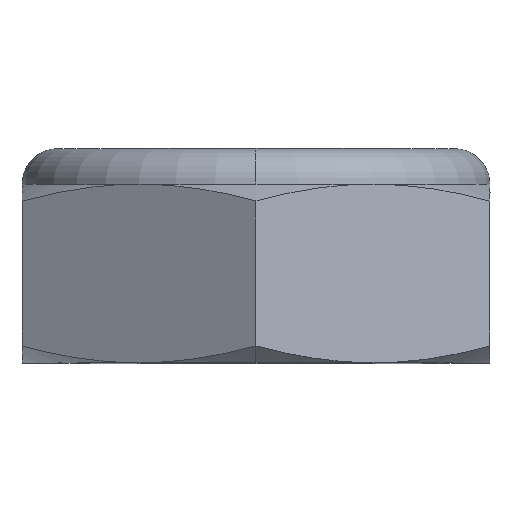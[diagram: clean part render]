
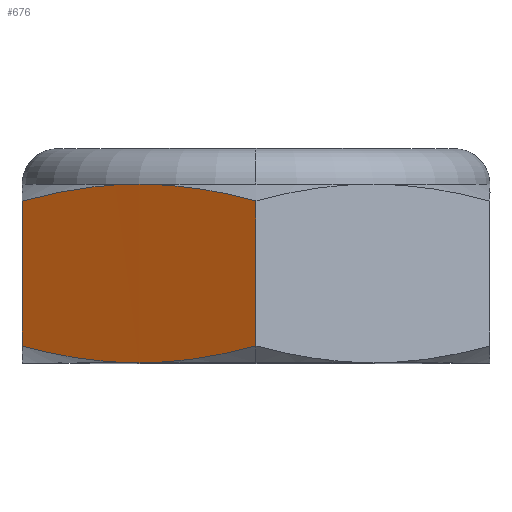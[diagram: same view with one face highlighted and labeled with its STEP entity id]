
A CAD part, top view. The second image highlights one B-rep face of the part: STEP entity #676.
In plain terms, the highlighted planar face has unit normal (-0.5, 0, 0.866).
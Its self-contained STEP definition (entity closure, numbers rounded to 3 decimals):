
#622=AXIS2_PLACEMENT_3D('Plane Axis2P3D',#619,#620,#621) ;
#192=CARTESIAN_POINT('Vertex',(-2.381,3.638,4.124)) ;
#319=CARTESIAN_POINT('Control Point',(-2.381,3.638,4.124)) ;
#320=CARTESIAN_POINT('Control Point',(-2.922,3.638,3.812)) ;
#321=CARTESIAN_POINT('Control Point',(-3.464,3.586,3.5)) ;
#322=CARTESIAN_POINT('Control Point',(-4.043,3.488,3.165)) ;
#323=CARTESIAN_POINT('Control Point',(-4.763,3.294,2.75)) ;
#324=CARTESIAN_POINT('Vertex',(-4.763,3.294,2.75)) ;
#417=CARTESIAN_POINT('Vertex',(0.,3.294,5.499)) ;
#420=CARTESIAN_POINT('Line Origine',(0.,1.819,5.499)) ;
#424=CARTESIAN_POINT('Vertex',(0.,0.344,5.499)) ;
#573=CARTESIAN_POINT('Line Origine',(-4.763,1.819,2.75)) ;
#577=CARTESIAN_POINT('Vertex',(-4.763,0.344,2.75)) ;
#619=CARTESIAN_POINT('Axis2P3D Location',(-4.763,4.366,2.75)) ;
#625=CARTESIAN_POINT('Control Point',(0.,3.294,5.499)) ;
#626=CARTESIAN_POINT('Control Point',(-0.003,3.295,5.497)) ;
#627=CARTESIAN_POINT('Control Point',(-0.006,3.296,5.496)) ;
#628=CARTESIAN_POINT('Control Point',(-0.001,3.295,5.499)) ;
#629=CARTESIAN_POINT('Control Point',(-0.34,3.386,5.303)) ;
#630=CARTESIAN_POINT('Control Point',(-0.649,3.457,5.124)) ;
#631=CARTESIAN_POINT('Control Point',(-0.938,3.513,4.958)) ;
#632=CARTESIAN_POINT('Control Point',(-1.406,3.585,4.688)) ;
#633=CARTESIAN_POINT('Control Point',(-1.848,3.623,4.432)) ;
#634=CARTESIAN_POINT('Control Point',(-2.027,3.633,4.329)) ;
#635=CARTESIAN_POINT('Control Point',(-2.204,3.638,4.227)) ;
#636=CARTESIAN_POINT('Control Point',(-2.381,3.638,4.124)) ;
#639=CARTESIAN_POINT('Control Point',(-4.763,0.344,2.75)) ;
#640=CARTESIAN_POINT('Control Point',(-4.759,0.343,2.751)) ;
#641=CARTESIAN_POINT('Control Point',(-4.756,0.342,2.753)) ;
#642=CARTESIAN_POINT('Control Point',(-4.762,0.343,2.75)) ;
#643=CARTESIAN_POINT('Control Point',(-4.423,0.252,2.946)) ;
#644=CARTESIAN_POINT('Control Point',(-4.113,0.181,3.124)) ;
#645=CARTESIAN_POINT('Control Point',(-3.824,0.125,3.291)) ;
#646=CARTESIAN_POINT('Control Point',(-3.356,0.053,3.561)) ;
#647=CARTESIAN_POINT('Control Point',(-2.915,0.015,3.817)) ;
#648=CARTESIAN_POINT('Control Point',(-2.736,0.005,3.92)) ;
#649=CARTESIAN_POINT('Control Point',(-2.559,0.,4.022)) ;
#650=CARTESIAN_POINT('Control Point',(-2.381,0.,4.124)) ;
#651=CARTESIAN_POINT('Vertex',(-2.381,0.,4.124)) ;
#655=CARTESIAN_POINT('Control Point',(-2.381,0.,4.124)) ;
#656=CARTESIAN_POINT('Control Point',(-2.375,0.,4.128)) ;
#657=CARTESIAN_POINT('Control Point',(-2.368,0.,4.132)) ;
#658=CARTESIAN_POINT('Control Point',(-2.38,0.,4.125)) ;
#659=CARTESIAN_POINT('Control Point',(-2.125,0.,4.272)) ;
#660=CARTESIAN_POINT('Control Point',(-1.871,0.011,4.419)) ;
#661=CARTESIAN_POINT('Control Point',(-1.612,0.032,4.569)) ;
#662=CARTESIAN_POINT('Control Point',(-1.16,0.087,4.83)) ;
#663=CARTESIAN_POINT('Control Point',(-0.668,0.181,5.114)) ;
#664=CARTESIAN_POINT('Control Point',(-0.458,0.226,5.235)) ;
#665=CARTESIAN_POINT('Control Point',(-0.236,0.28,5.363)) ;
#666=CARTESIAN_POINT('Control Point',(0.,0.344,5.499)) ;
#421=DIRECTION('Vector Direction',(0.,-1.,0.)) ;
#574=DIRECTION('Vector Direction',(0.,-1.,0.)) ;
#620=DIRECTION('Axis2P3D Direction',(0.5,0.,-0.866)) ;
#621=DIRECTION('Axis2P3D XDirection',(-0.866,0.,-0.5)) ;
#422=VECTOR('Line Direction',#421,1.) ;
#575=VECTOR('Line Direction',#574,1.) ;
#669=ORIENTED_EDGE('',*,*,#426,.F.) ;
#670=ORIENTED_EDGE('',*,*,#637,.T.) ;
#671=ORIENTED_EDGE('',*,*,#326,.T.) ;
#672=ORIENTED_EDGE('',*,*,#579,.T.) ;
#673=ORIENTED_EDGE('',*,*,#653,.T.) ;
#674=ORIENTED_EDGE('',*,*,#667,.T.) ;
#676=ADVANCED_FACE('Cut-Revolve4',(#675),#623,.F.) ;
#318=B_SPLINE_CURVE_WITH_KNOTS('',4,(#319,#320,#321,#322,#323),.UNSPECIFIED.,.F.,.U.,(5,5),(0.,52.45),.UNSPECIFIED.) ;
#624=B_SPLINE_CURVE_WITH_KNOTS('',5,(#625,#626,#627,#628,#629,#630,#631,#632,#633,#634,#635,#636),.UNSPECIFIED.,.F.,.U.,(6,3,3,6),(0.,0.019,30.935,52.453),.UNSPECIFIED.) ;
#638=B_SPLINE_CURVE_WITH_KNOTS('',5,(#639,#640,#641,#642,#643,#644,#645,#646,#647,#648,#649,#650),.UNSPECIFIED.,.F.,.U.,(6,3,3,6),(0.,0.019,30.935,52.453),.UNSPECIFIED.) ;
#654=B_SPLINE_CURVE_WITH_KNOTS('',5,(#655,#656,#657,#658,#659,#660,#661,#662,#663,#664,#665,#666),.UNSPECIFIED.,.F.,.U.,(6,3,3,6),(0.,0.038,30.933,52.45),.UNSPECIFIED.) ;
#326=EDGE_CURVE('',#193,#325,#318,.T.) ;
#426=EDGE_CURVE('',#418,#425,#423,.T.) ;
#579=EDGE_CURVE('',#325,#578,#576,.T.) ;
#637=EDGE_CURVE('',#418,#193,#624,.T.) ;
#653=EDGE_CURVE('',#578,#652,#638,.T.) ;
#667=EDGE_CURVE('',#652,#425,#654,.T.) ;
#668=EDGE_LOOP('',(#669,#670,#671,#672,#673,#674)) ;
#675=FACE_OUTER_BOUND('',#668,.T.) ;
#423=LINE('Line',#420,#422) ;
#576=LINE('Line',#573,#575) ;
#623=PLANE('',#622) ;
#193=VERTEX_POINT('',#192) ;
#325=VERTEX_POINT('',#324) ;
#418=VERTEX_POINT('',#417) ;
#425=VERTEX_POINT('',#424) ;
#578=VERTEX_POINT('',#577) ;
#652=VERTEX_POINT('',#651) ;
